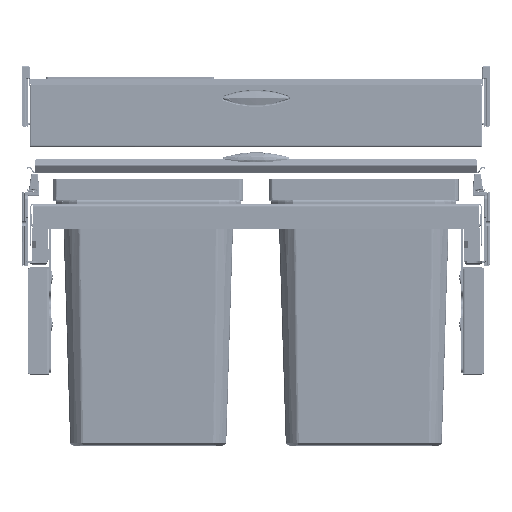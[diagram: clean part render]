
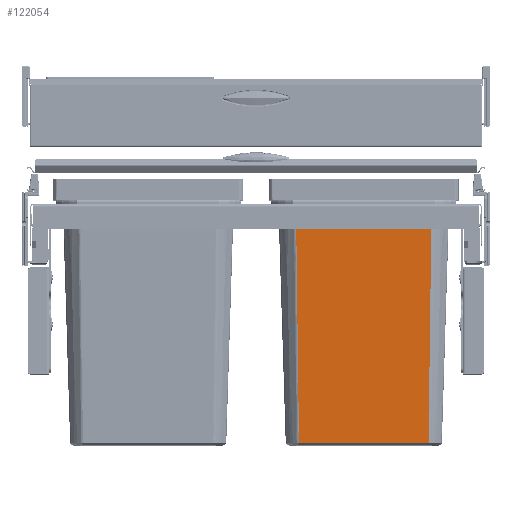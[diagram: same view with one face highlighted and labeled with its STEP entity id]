
A CAD part, top view. The second image highlights one B-rep face of the part: STEP entity #122054.
In plain terms, the highlighted planar face has unit normal (0, -0.031, 1).
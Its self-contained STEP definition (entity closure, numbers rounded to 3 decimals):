
#22721=EDGE_CURVE('9833',#63867,#63864,#63868,.T.);
#22773=EDGE_CURVE('9781',#63864,#63935,#63938,.T.);
#22775=EDGE_CURVE('9817',#63940,#63935,#63941,.T.);
#22777=EDGE_CURVE('9786',#63867,#63940,#63943,.T.);
#63864=VERTEX_POINT('',#121263);
#63867=VERTEX_POINT('',#121274);
#63868=LINE('',#121275,#121276);
#63935=VERTEX_POINT('',#121468);
#63938=B_SPLINE_CURVE_WITH_KNOTS('',3,(#121477,#121478,#121479,#121480,#121481,#121482),.UNSPECIFIED.,.F.,.F.,(4,1,1,4),(0.0,0.333,0.667,1.0),.UNSPECIFIED.);
#63940=VERTEX_POINT('',#121485);
#63941=LINE('',#121486,#121487);
#63943=B_SPLINE_CURVE_WITH_KNOTS('',3,(#121490,#121491,#121492,#121493,#121494,#121495),.UNSPECIFIED.,.F.,.F.,(4,1,1,4),(0.0,0.333,0.667,1.0),.UNSPECIFIED.);
#121263=CARTESIAN_POINT('',(48.371,9.8,-11.429));
#121274=CARTESIAN_POINT('',(213.229,9.8,-11.429));
#121275=CARTESIAN_POINT('',(213.229,9.8,-11.429));
#121276=VECTOR('',#215399,164.857);
#121468=CARTESIAN_POINT('',(52.22,-290.329,-20.784));
#121477=CARTESIAN_POINT('',(48.371,9.8,-11.429));
#121478=CARTESIAN_POINT('',(48.817,-25.284,-12.522));
#121479=CARTESIAN_POINT('',(49.696,-94.295,-14.673));
#121480=CARTESIAN_POINT('',(50.978,-194.335,-17.792));
#121481=CARTESIAN_POINT('',(51.809,-258.716,-19.799));
#121482=CARTESIAN_POINT('',(52.22,-290.329,-20.784));
#121485=CARTESIAN_POINT('',(209.38,-290.329,-20.784));
#121486=CARTESIAN_POINT('',(209.38,-290.329,-20.784));
#121487=VECTOR('',#215411,157.161);
#121490=CARTESIAN_POINT('',(213.229,9.8,-11.429));
#121491=CARTESIAN_POINT('',(212.783,-25.284,-12.522));
#121492=CARTESIAN_POINT('',(211.904,-94.295,-14.673));
#121493=CARTESIAN_POINT('',(210.622,-194.335,-17.792));
#121494=CARTESIAN_POINT('',(209.791,-258.716,-19.799));
#121495=CARTESIAN_POINT('',(209.38,-290.329,-20.784));
#122054=ADVANCED_FACE('7138',(#215773),#215774,.T.);
#215399=DIRECTION('',(-1.0,0.0,0.0));
#215411=DIRECTION('',(-1.0,0.0,0.0));
#215773=FACE_OUTER_BOUND('',#276260,.T.);
#215774=PLANE('',#276261);
#276260=EDGE_LOOP('',(#303132,#303133,#303134,#303135));
#276261=AXIS2_PLACEMENT_3D('',#303136,#303137,#303138);
#303132=ORIENTED_EDGE('',*,*,#22775,.F.);
#303133=ORIENTED_EDGE('',*,*,#22777,.F.);
#303134=ORIENTED_EDGE('',*,*,#22721,.T.);
#303135=ORIENTED_EDGE('',*,*,#22773,.T.);
#303136=CARTESIAN_POINT('',(130.8,-130.469,-15.801));
#303137=DIRECTION('',(0.0,-0.031,1.));
#303138=DIRECTION('',(1.0,0.0,0.0));
